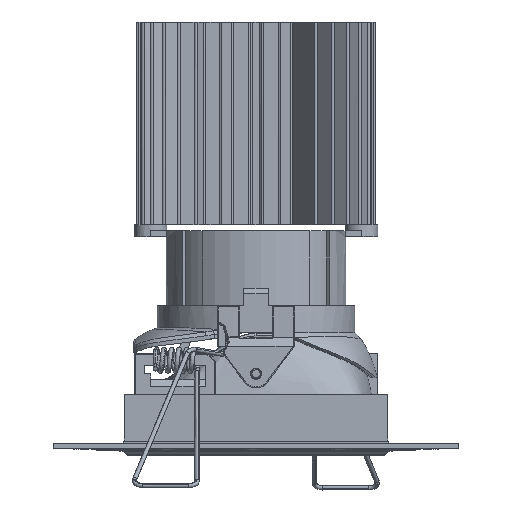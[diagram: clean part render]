
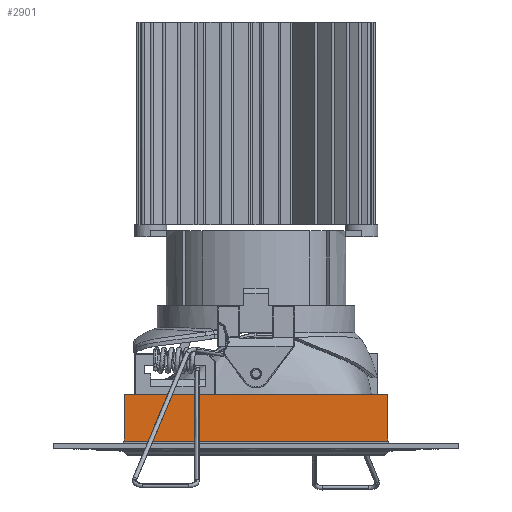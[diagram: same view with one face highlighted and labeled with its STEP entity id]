
A CAD part, front view. The second image highlights one B-rep face of the part: STEP entity #2901.
In plain terms, the highlighted planar face has unit normal (0, -1, 0).
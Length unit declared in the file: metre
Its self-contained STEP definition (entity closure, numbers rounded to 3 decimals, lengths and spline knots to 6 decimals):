
#1598=B_SPLINE_CURVE_WITH_KNOTS('',1,(#123197,#123198),.UNSPECIFIED.,.F.,
 .F.,(2,2),(-0.065,0.),.UNSPECIFIED.);
#1603=B_SPLINE_CURVE_WITH_KNOTS('',1,(#123207,#123208),.UNSPECIFIED.,.F.,
 .F.,(2,2),(-0.0115,0.),.UNSPECIFIED.);
#1606=B_SPLINE_CURVE_WITH_KNOTS('',1,(#123213,#123214),.UNSPECIFIED.,.F.,
 .F.,(2,2),(0.,0.065),.UNSPECIFIED.);
#1691=B_SPLINE_CURVE_WITH_KNOTS('',1,(#123562,#123563),.UNSPECIFIED.,.F.,
 .F.,(2,2),(0.,0.0115),.UNSPECIFIED.);
#2901=ADVANCED_FACE('',(#3978),#18741,.T.);
#3978=FACE_OUTER_BOUND('',#5091,.T.);
#5091=EDGE_LOOP('',(#10551,#10552,#10553,#10554));
#10551=ORIENTED_EDGE('',*,*,#13874,.F.);
#10552=ORIENTED_EDGE('',*,*,#13879,.F.);
#10553=ORIENTED_EDGE('',*,*,#13882,.F.);
#10554=ORIENTED_EDGE('',*,*,#14010,.F.);
#13874=EDGE_CURVE('',#17414,#17415,#1598,.T.);
#13879=EDGE_CURVE('',#17418,#17414,#1603,.T.);
#13882=EDGE_CURVE('',#17420,#17418,#1606,.T.);
#14010=EDGE_CURVE('',#17415,#17420,#1691,.T.);
#17414=VERTEX_POINT('',#122734);
#17415=VERTEX_POINT('',#122735);
#17418=VERTEX_POINT('',#122738);
#17420=VERTEX_POINT('',#122740);
#18741=PLANE('',#19419);
#19419=AXIS2_PLACEMENT_3D('',#122065,#19928,$);
#19928=DIRECTION('',(0.,-1.,0.));
#122065=CARTESIAN_POINT('',(-0.672396,-0.050801,0.558617));
#122734=CARTESIAN_POINT('',(0.000801,-0.050801,-0.055233));
#122735=CARTESIAN_POINT('',(-0.064199,-0.050801,-0.055233));
#122738=CARTESIAN_POINT('',(0.000801,-0.050801,-0.043733));
#122740=CARTESIAN_POINT('',(-0.064199,-0.050801,-0.043733));
#123197=CARTESIAN_POINT('',(0.000801,-0.050801,-0.055233));
#123198=CARTESIAN_POINT('',(-0.064199,-0.050801,-0.055233));
#123207=CARTESIAN_POINT('',(0.000801,-0.050801,-0.043733));
#123208=CARTESIAN_POINT('',(0.000801,-0.050801,-0.055233));
#123213=CARTESIAN_POINT('',(-0.064199,-0.050801,-0.043733));
#123214=CARTESIAN_POINT('',(0.000801,-0.050801,-0.043733));
#123562=CARTESIAN_POINT('',(-0.064199,-0.050801,-0.055233));
#123563=CARTESIAN_POINT('',(-0.064199,-0.050801,-0.043733));
